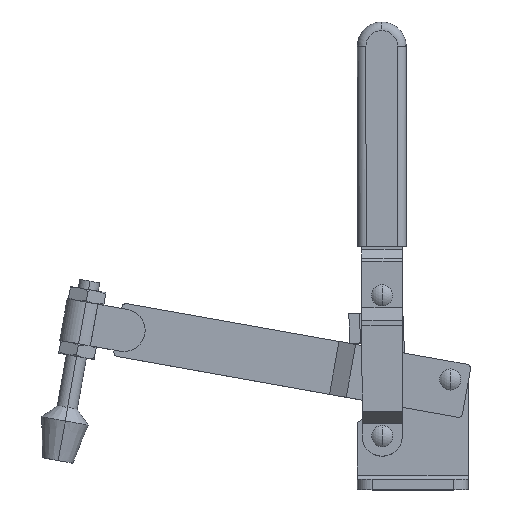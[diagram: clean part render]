
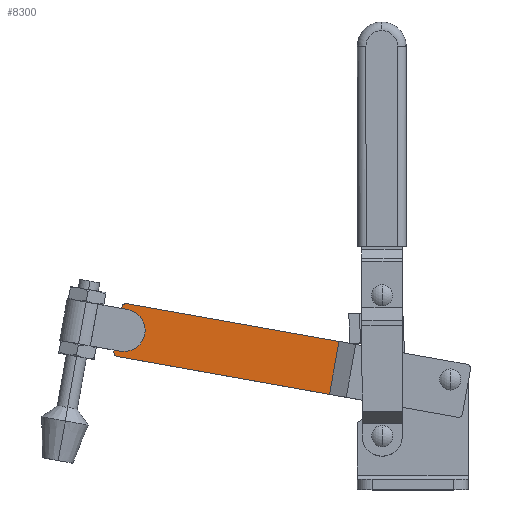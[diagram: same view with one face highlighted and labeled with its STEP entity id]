
A CAD part, top view. The second image highlights one B-rep face of the part: STEP entity #8300.
In plain terms, the highlighted planar face has unit normal (0, 0, 1).
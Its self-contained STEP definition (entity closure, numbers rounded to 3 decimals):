
#406 = DIRECTION ( 'NONE',  ( 0., 0., -1. ) ) ;
#426 = AXIS2_PLACEMENT_3D ( 'NONE', #5375, #406, #6198 ) ;
#539 = VECTOR ( 'NONE', #9653, 1000. ) ;
#565 = EDGE_LOOP ( 'NONE', ( #4035, #2503, #5565, #6430, #8853, #10193 ) ) ;
#820 = VECTOR ( 'NONE', #7138, 1000. ) ;
#1008 = EDGE_CURVE ( 'NONE', #1544, #8318, #3276, .T. ) ;
#1441 = VERTEX_POINT ( 'NONE', #3887 ) ;
#1544 = VERTEX_POINT ( 'NONE', #6205 ) ;
#1628 = LINE ( 'NONE', #4389, #3589 ) ;
#1975 = DIRECTION ( 'NONE',  ( -0.984, 0.176, 0. ) ) ;
#2371 = VERTEX_POINT ( 'NONE', #6341 ) ;
#2451 = CIRCLE ( 'NONE', #426, 2. ) ;
#2503 = ORIENTED_EDGE ( 'NONE', *, *, #3187, .T. ) ;
#2882 = LINE ( 'NONE', #3380, #9211 ) ;
#3095 = CARTESIAN_POINT ( 'NONE',  ( -110.847, 88.351, 5. ) ) ;
#3187 = EDGE_CURVE ( 'NONE', #1441, #2371, #5486, .T. ) ;
#3276 = CIRCLE ( 'NONE', #6179, 2. ) ;
#3380 = CARTESIAN_POINT ( 'NONE',  ( -110.847, 88.351, 5. ) ) ;
#3589 = VECTOR ( 'NONE', #8523, 1000. ) ;
#3646 = EDGE_CURVE ( 'NONE', #8318, #6737, #2882, .T. ) ;
#3887 = CARTESIAN_POINT ( 'NONE',  ( -113.345, 62.995, 5. ) ) ;
#4035 = ORIENTED_EDGE ( 'NONE', *, *, #6097, .F. ) ;
#4291 = CARTESIAN_POINT ( 'NONE',  ( -115.309, 63.346, 5. ) ) ;
#4389 = CARTESIAN_POINT ( 'NONE',  ( -8.696, 70.12, 5. ) ) ;
#4436 = CARTESIAN_POINT ( 'NONE',  ( -110.847, 88.351, 5. ) ) ;
#5375 = CARTESIAN_POINT ( 'NONE',  ( -112.99, 64.964, 5. ) ) ;
#5486 = LINE ( 'NONE', #4291, #820 ) ;
#5565 = ORIENTED_EDGE ( 'NONE', *, *, #8731, .F. ) ;
#5999 = DIRECTION ( 'NONE',  ( -0.984, 0.176, 0. ) ) ;
#6015 = DIRECTION ( 'NONE',  ( 0., 0., -1. ) ) ;
#6025 = CARTESIAN_POINT ( 'NONE',  ( -109.231, 86.031, 5. ) ) ;
#6097 = EDGE_CURVE ( 'NONE', #1441, #8571, #2451, .T. ) ;
#6179 = AXIS2_PLACEMENT_3D ( 'NONE', #6025, #6015, #5999 ) ;
#6198 = DIRECTION ( 'NONE',  ( -0.984, 0.176, 0. ) ) ;
#6205 = CARTESIAN_POINT ( 'NONE',  ( -111.185, 86.456, 5. ) ) ;
#6341 = CARTESIAN_POINT ( 'NONE',  ( -13.159, 45.116, 5. ) ) ;
#6430 = ORIENTED_EDGE ( 'NONE', *, *, #3646, .F. ) ;
#6737 = VERTEX_POINT ( 'NONE', #7850 ) ;
#6966 = DIRECTION ( 'NONE',  ( 0., 0., -1. ) ) ;
#7107 = FACE_OUTER_BOUND ( 'NONE', #565, .T. ) ;
#7138 = DIRECTION ( 'NONE',  ( 0.984, -0.176, 0. ) ) ;
#7420 = LINE ( 'NONE', #3095, #539 ) ;
#7850 = CARTESIAN_POINT ( 'NONE',  ( -8.696, 70.12, 5. ) ) ;
#7913 = DIRECTION ( 'NONE',  ( 0.984, -0.176, 0. ) ) ;
#8222 = CARTESIAN_POINT ( 'NONE',  ( -114.97, 65.244, 5. ) ) ;
#8300 = ADVANCED_FACE ( 'NONE', ( #7107 ), #8567, .F. ) ;
#8318 = VERTEX_POINT ( 'NONE', #9400 ) ;
#8523 = DIRECTION ( 'NONE',  ( -0.176, -0.984, 0. ) ) ;
#8567 = PLANE ( 'NONE',  #9339 ) ;
#8571 = VERTEX_POINT ( 'NONE', #8222 ) ;
#8731 = EDGE_CURVE ( 'NONE', #6737, #2371, #1628, .T. ) ;
#8853 = ORIENTED_EDGE ( 'NONE', *, *, #1008, .F. ) ;
#9211 = VECTOR ( 'NONE', #7913, 1000. ) ;
#9339 = AXIS2_PLACEMENT_3D ( 'NONE', #4436, #6966, #1975 ) ;
#9400 = CARTESIAN_POINT ( 'NONE',  ( -108.879, 88., 5. ) ) ;
#9653 = DIRECTION ( 'NONE',  ( -0.176, -0.984, 0. ) ) ;
#10160 = EDGE_CURVE ( 'NONE', #1544, #8571, #7420, .T. ) ;
#10193 = ORIENTED_EDGE ( 'NONE', *, *, #10160, .T. ) ;
